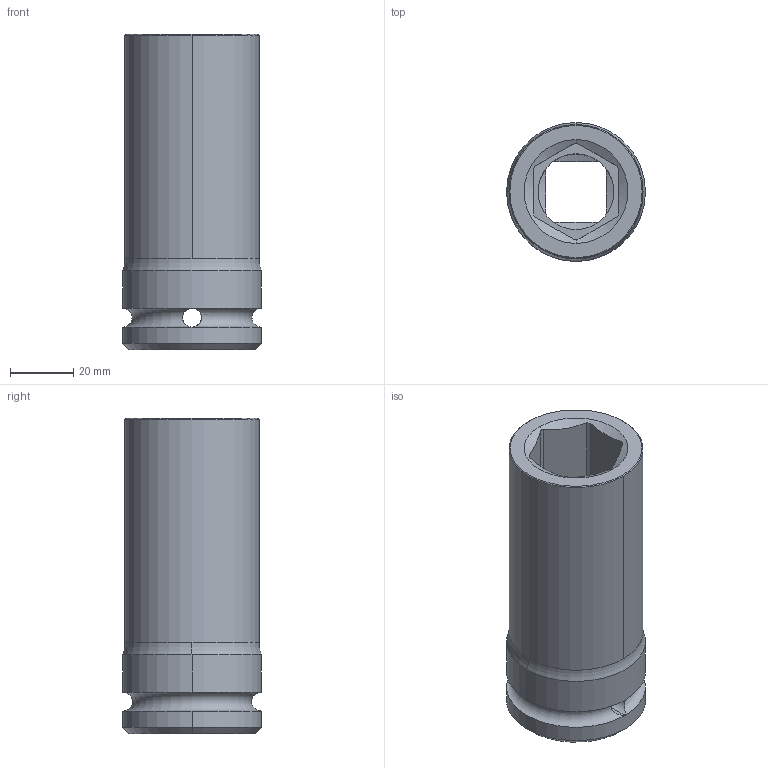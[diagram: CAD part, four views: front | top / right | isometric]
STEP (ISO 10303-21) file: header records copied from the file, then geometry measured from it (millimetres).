
FILE_DESCRIPTION((''),'2;1');
FILE_NAME('4027150327','2023-08-22T10:28:01',('A00565553'),(''),'CREO PARAMETRIC BY PTC INC, 2022414','CREO PARAMETRIC BY PTC INC, 2022414','');
FILE_SCHEMA(('CONFIG_CONTROL_DESIGN','GEOMETRIC_VALIDATION_PROPERTIES_MIM'));
Length unit declared in the file: millimetre
Products named in the file (1): 4027150327
Bounding box: 44 x 44 x 100 mm (x, y, z)
Volume: 93581.3 mm3; surface area: 23919.2 mm2
Topology: 1 solids, 1 shells, 61 faces, 150 edges, 90 vertices
Faces by surface type: cylinder 22, plane 21, cone 14, torus 4
Entity records: 2055 total; most frequent: CARTESIAN_POINT 482, DIRECTION 318, ORIENTED_EDGE 300, EDGE_CURVE 150, AXIS2_PLACEMENT_3D 129, VERTEX_POINT 90, CIRCLE 68, EDGE_LOOP 66
